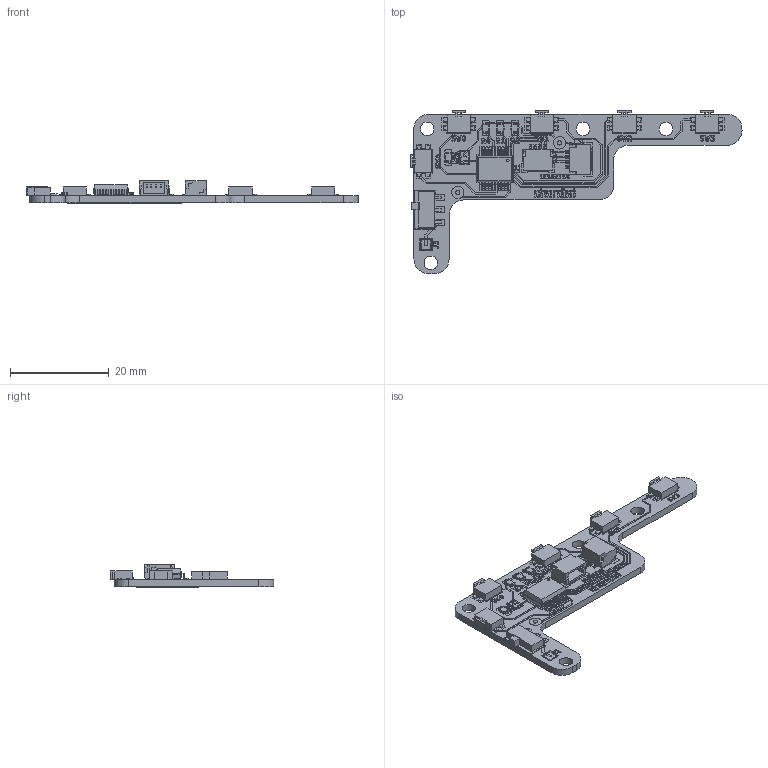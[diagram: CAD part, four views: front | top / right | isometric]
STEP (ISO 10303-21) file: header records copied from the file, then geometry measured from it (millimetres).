
FILE_DESCRIPTION(('KiCad electronic assembly'),'2;1');
FILE_NAME('chordlet.step','2025-07-21T10:19:32',('Pcbnew'),('Kicad'), 'Open CASCADE STEP processor 7.8','KiCad to STEP converter','Unknown' );
FILE_SCHEMA(('AUTOMOTIVE_DESIGN { 1 0 10303 214 1 1 1 1 }'));
Length unit declared in the file: millimetre
Products named in the file (13): chordlet 1; slide-switch-smt-mskt-12c03-Part; Body; evqpul02k; SSOP-20_5.3x7.2mm_P0.65mm; R_0805_2012Metric; SPARKFUN_QWIIC_RIGHT_ANGLE; chordlet_copper; chordlet_pad; chordlet_via; chordlet_silkscreen; chordlet_PCB
Assembly tree (20 placements, depth 3):
  chordlet 1
    slide-switch-smt-mskt-12c03-Part
      Body
    evqpul02k  x5
      Body
    SSOP-20_5.3x7.2mm_P0.65mm
    R_0805_2012Metric  x4
    SPARKFUN_QWIIC_RIGHT_ANGLE  x2
    chordlet_copper
    chordlet_pad
    chordlet_via
    chordlet_silkscreen
    chordlet_PCB
Bounding box: 67.39 x 33.19 x 4.53 mm (x, y, z)
Volume: 1780.6 mm3; surface area: 3793.8 mm2
Topology: 95 solids, 186 shells, 2010 faces, 6651 edges, 4923 vertices
Faces by surface type: plane 1665, cylinder 301, bspline 44
Full cylindrical faces by diameter (mm): 0.5 x1, 0.75 x5, 0.85 x2, 0.9 x13, 2.75 x4
Entity records: 65067 total; most frequent: CARTESIAN_POINT 11708, DIRECTION 9668, ORIENTED_EDGE 9533, EDGE_CURVE 5627, LINE 4714, VECTOR 4714, VERTEX_POINT 4277, AXIS2_PLACEMENT_3D 2477
